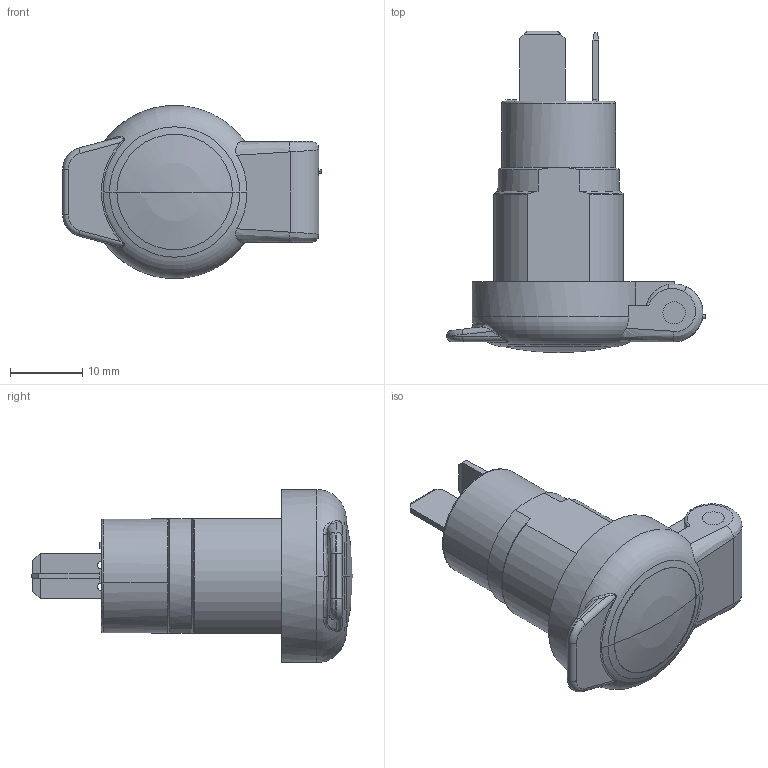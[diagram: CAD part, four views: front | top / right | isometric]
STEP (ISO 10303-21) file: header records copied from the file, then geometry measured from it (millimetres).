
FILE_DESCRIPTION((''),'2;1');
FILE_NAME('151209_SW0001','2013-08-23T',('tema'),(''),'PRO/ENGINEER BY PARAMETRIC TECHNOLOGY CORPORATION, 2012480','PRO/ENGINEER BY PARAMETRIC TECHNOLOGY CORPORATION, 2012480','');
FILE_SCHEMA(('CONFIG_CONTROL_DESIGN'));
Length unit declared in the file: millimetre
Products named in the file (1): 151209_SW0001
Bounding box: 35.82 x 44.5 x 23.96 mm (x, y, z)
Volume: 10162.5 mm3; surface area: 4129 mm2
Topology: 1 solids, 1 shells, 243 faces, 711 edges, 452 vertices
Faces by surface type: plane 117, cylinder 60, bspline 39, torus 9, revolution 6, cone 5, sphere 4, extrusion 3
Entity records: 14849 total; most frequent: CARTESIAN_POINT 8813, ORIENTED_EDGE 1418, DIRECTION 1027, EDGE_CURVE 709, VERTEX_POINT 452, AXIS2_PLACEMENT_3D 343, VECTOR 335, LINE 332
